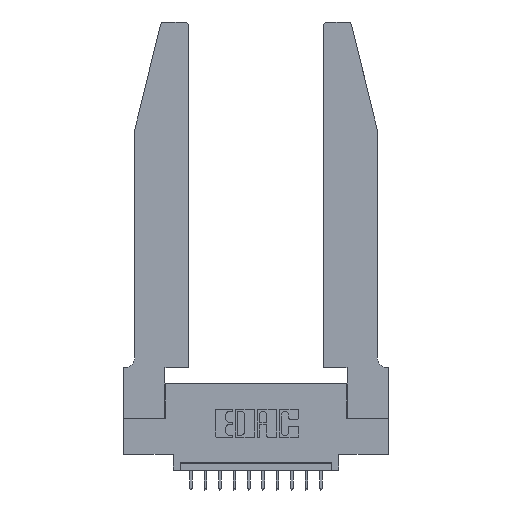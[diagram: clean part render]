
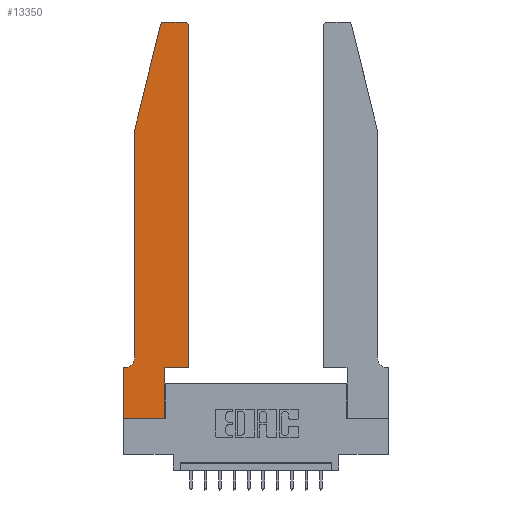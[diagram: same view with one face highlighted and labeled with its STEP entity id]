
A CAD part, top view. The second image highlights one B-rep face of the part: STEP entity #13350.
In plain terms, the highlighted planar face has unit normal (0, 0, 1).
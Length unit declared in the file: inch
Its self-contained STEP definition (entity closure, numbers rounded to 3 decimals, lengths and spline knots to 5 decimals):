
#164 = VERTEX_POINT ( 'NONE', #8965 ) ;
#344 = LINE ( 'NONE', #2511, #10639 ) ;
#471 = VECTOR ( 'NONE', #15665, 39.37008 ) ;
#574 = DIRECTION ( 'NONE',  ( -1., 0., 0. ) ) ;
#1173 = CARTESIAN_POINT ( 'NONE',  ( 0., 0., 0.37 ) ) ;
#1198 = VERTEX_POINT ( 'NONE', #15851 ) ;
#1446 = AXIS2_PLACEMENT_3D ( 'NONE', #11181, #8628, #7421 ) ;
#1522 = DIRECTION ( 'NONE',  ( 1., 0., 0. ) ) ;
#1928 = CARTESIAN_POINT ( 'NONE',  ( 0.284, 2.75, 0.37 ) ) ;
#2147 = LINE ( 'NONE', #3770, #471 ) ;
#2434 = VECTOR ( 'NONE', #13031, 39.37008 ) ;
#2473 = VERTEX_POINT ( 'NONE', #6302 ) ;
#2508 = VECTOR ( 'NONE', #12183, 39.37008 ) ;
#2511 = CARTESIAN_POINT ( 'NONE',  ( 0.0755, 2., 0.37 ) ) ;
#3002 = DIRECTION ( 'NONE',  ( 0., 1., 0. ) ) ;
#3294 = ORIENTED_EDGE ( 'NONE', *, *, #15814, .T. ) ;
#3324 = ORIENTED_EDGE ( 'NONE', *, *, #6616, .T. ) ;
#3358 = DIRECTION ( 'NONE',  ( 0., 0., -1. ) ) ;
#3517 = CARTESIAN_POINT ( 'NONE',  ( 0.0055, 0.42, 0.37 ) ) ;
#3704 = CARTESIAN_POINT ( 'NONE',  ( 0., 0.35, 0.37 ) ) ;
#3770 = CARTESIAN_POINT ( 'NONE',  ( 0.0755, 2., 0.37 ) ) ;
#4065 = CARTESIAN_POINT ( 'NONE',  ( 0.2865, 0.35, 0.37 ) ) ;
#4234 = LINE ( 'NONE', #9413, #8224 ) ;
#4339 = CARTESIAN_POINT ( 'NONE',  ( 0., 0.35, 0.37 ) ) ;
#4512 = EDGE_CURVE ( 'NONE', #15212, #13864, #15372, .T. ) ;
#4687 = CIRCLE ( 'NONE', #10387, 0.03 ) ;
#4689 = CARTESIAN_POINT ( 'NONE',  ( 0.4505, 0.35, 0.37 ) ) ;
#5389 = AXIS2_PLACEMENT_3D ( 'NONE', #4339, #13156, #1522 ) ;
#5464 = CARTESIAN_POINT ( 'NONE',  ( 0.4505, 0.35, 0.37 ) ) ;
#5532 = DIRECTION ( 'NONE',  ( 0., -1., 0. ) ) ;
#5570 = CARTESIAN_POINT ( 'NONE',  ( 0.4505, 0.35, 0.37 ) ) ;
#5819 = ORIENTED_EDGE ( 'NONE', *, *, #9538, .T. ) ;
#5899 = EDGE_CURVE ( 'NONE', #2473, #1198, #2147, .T. ) ;
#5948 = CIRCLE ( 'NONE', #6754, 0.07 ) ;
#6302 = CARTESIAN_POINT ( 'NONE',  ( 0.25487, 2.72718, 0.37 ) ) ;
#6395 = VERTEX_POINT ( 'NONE', #4065 ) ;
#6561 = VERTEX_POINT ( 'NONE', #1928 ) ;
#6616 = EDGE_CURVE ( 'NONE', #16077, #15212, #4234, .T. ) ;
#6674 = CARTESIAN_POINT ( 'NONE',  ( 0.4505, 2.72, 0.37 ) ) ;
#6754 = AXIS2_PLACEMENT_3D ( 'NONE', #3517, #3358, #8697 ) ;
#6766 = DIRECTION ( 'NONE',  ( 1., 0., 0. ) ) ;
#6793 = EDGE_CURVE ( 'NONE', #6561, #2473, #8487, .T. ) ;
#6851 = CARTESIAN_POINT ( 'NONE',  ( 0.4205, 2.72, 0.37 ) ) ;
#6968 = ORIENTED_EDGE ( 'NONE', *, *, #7434, .T. ) ;
#7092 = DIRECTION ( 'NONE',  ( -1., 0., 0. ) ) ;
#7421 = DIRECTION ( 'NONE',  ( 1., 0., 0. ) ) ;
#7434 = EDGE_CURVE ( 'NONE', #16672, #15043, #13268, .T. ) ;
#7889 = CARTESIAN_POINT ( 'NONE',  ( 0.0055, 0.35, 0.37 ) ) ;
#7968 = DIRECTION ( 'NONE',  ( 0., 0., 1. ) ) ;
#8224 = VECTOR ( 'NONE', #7092, 39.37008 ) ;
#8376 = EDGE_CURVE ( 'NONE', #13864, #164, #9294, .T. ) ;
#8487 = CIRCLE ( 'NONE', #1446, 0.03 ) ;
#8628 = DIRECTION ( 'NONE',  ( 0., 0., 1. ) ) ;
#8697 = DIRECTION ( 'NONE',  ( -1., 0., 0. ) ) ;
#8781 = VERTEX_POINT ( 'NONE', #16581 ) ;
#8965 = CARTESIAN_POINT ( 'NONE',  ( 0.2865, 0., 0.37 ) ) ;
#9024 = ORIENTED_EDGE ( 'NONE', *, *, #14054, .T. ) ;
#9294 = LINE ( 'NONE', #15588, #2434 ) ;
#9349 = PLANE ( 'NONE',  #5389 ) ;
#9357 = CARTESIAN_POINT ( 'NONE',  ( 0.2865, 0.35, 0.37 ) ) ;
#9413 = CARTESIAN_POINT ( 'NONE',  ( 0.0755, 0.35, 0.37 ) ) ;
#9475 = VECTOR ( 'NONE', #3002, 39.37008 ) ;
#9526 = VECTOR ( 'NONE', #14525, 39.37008 ) ;
#9538 = EDGE_CURVE ( 'NONE', #6395, #16672, #12009, .T. ) ;
#9674 = EDGE_CURVE ( 'NONE', #1198, #14960, #344, .T. ) ;
#9764 = VECTOR ( 'NONE', #574, 39.37008 ) ;
#10075 = EDGE_CURVE ( 'NONE', #15043, #8781, #4687, .T. ) ;
#10088 = ORIENTED_EDGE ( 'NONE', *, *, #16184, .T. ) ;
#10181 = CARTESIAN_POINT ( 'NONE',  ( 0.0755, 0.42, 0.37 ) ) ;
#10387 = AXIS2_PLACEMENT_3D ( 'NONE', #6851, #7968, #6766 ) ;
#10639 = VECTOR ( 'NONE', #5532, 39.37008 ) ;
#11181 = CARTESIAN_POINT ( 'NONE',  ( 0.284, 2.72, 0.37 ) ) ;
#11623 = DIRECTION ( 'NONE',  ( 0., -1., 0. ) ) ;
#12009 = LINE ( 'NONE', #5570, #2508 ) ;
#12183 = DIRECTION ( 'NONE',  ( 1., 0., 0. ) ) ;
#12201 = LINE ( 'NONE', #15802, #9764 ) ;
#12222 = LINE ( 'NONE', #9357, #9526 ) ;
#12908 = ORIENTED_EDGE ( 'NONE', *, *, #8376, .T. ) ;
#12930 = VECTOR ( 'NONE', #11623, 39.37008 ) ;
#13031 = DIRECTION ( 'NONE',  ( 1., 0., 0. ) ) ;
#13156 = DIRECTION ( 'NONE',  ( 0., 0., 1. ) ) ;
#13268 = LINE ( 'NONE', #5464, #9475 ) ;
#13350 = ADVANCED_FACE ( 'NONE', ( #15983 ), #9349, .T. ) ;
#13864 = VERTEX_POINT ( 'NONE', #15942 ) ;
#14054 = EDGE_CURVE ( 'NONE', #14960, #16077, #5948, .T. ) ;
#14409 = ORIENTED_EDGE ( 'NONE', *, *, #10075, .T. ) ;
#14525 = DIRECTION ( 'NONE',  ( 0., 1., 0. ) ) ;
#14619 = ORIENTED_EDGE ( 'NONE', *, *, #9674, .T. ) ;
#14708 = ORIENTED_EDGE ( 'NONE', *, *, #5899, .T. ) ;
#14854 = EDGE_LOOP ( 'NONE', ( #10088, #15698, #14708, #14619, #9024, #3324, #14867, #12908, #3294, #5819, #6968, #14409 ) ) ;
#14867 = ORIENTED_EDGE ( 'NONE', *, *, #4512, .T. ) ;
#14960 = VERTEX_POINT ( 'NONE', #10181 ) ;
#15043 = VERTEX_POINT ( 'NONE', #6674 ) ;
#15212 = VERTEX_POINT ( 'NONE', #3704 ) ;
#15372 = LINE ( 'NONE', #1173, #12930 ) ;
#15588 = CARTESIAN_POINT ( 'NONE',  ( 0., 0., 0.37 ) ) ;
#15665 = DIRECTION ( 'NONE',  ( -0.239, -0.971, 0. ) ) ;
#15698 = ORIENTED_EDGE ( 'NONE', *, *, #6793, .T. ) ;
#15802 = CARTESIAN_POINT ( 'NONE',  ( 0.2605, 2.75, 0.37 ) ) ;
#15814 = EDGE_CURVE ( 'NONE', #164, #6395, #12222, .T. ) ;
#15851 = CARTESIAN_POINT ( 'NONE',  ( 0.0755, 2., 0.37 ) ) ;
#15942 = CARTESIAN_POINT ( 'NONE',  ( 0., 0., 0.37 ) ) ;
#15983 = FACE_OUTER_BOUND ( 'NONE', #14854, .T. ) ;
#16077 = VERTEX_POINT ( 'NONE', #7889 ) ;
#16184 = EDGE_CURVE ( 'NONE', #8781, #6561, #12201, .T. ) ;
#16581 = CARTESIAN_POINT ( 'NONE',  ( 0.4205, 2.75, 0.37 ) ) ;
#16672 = VERTEX_POINT ( 'NONE', #4689 ) ;
